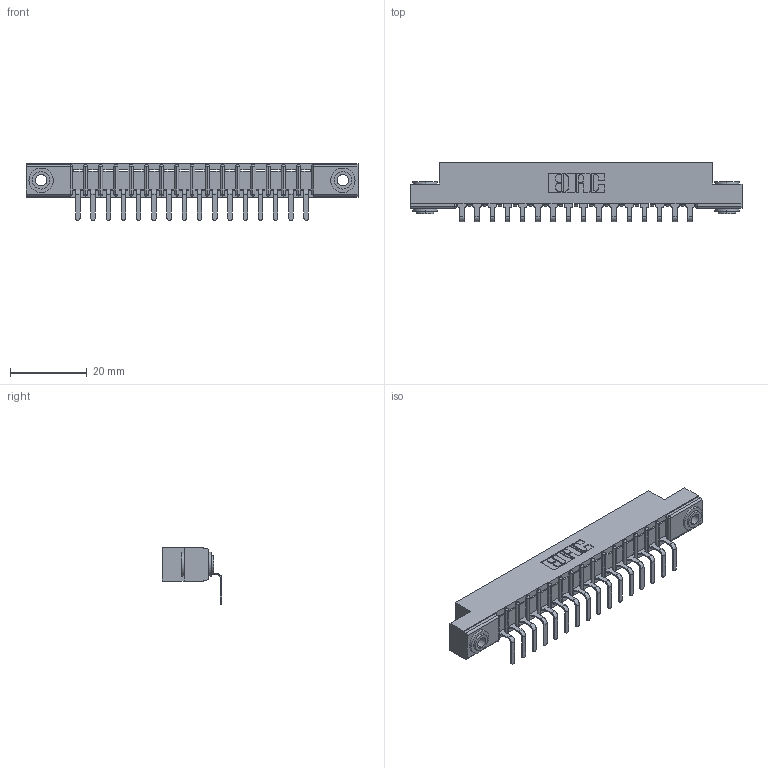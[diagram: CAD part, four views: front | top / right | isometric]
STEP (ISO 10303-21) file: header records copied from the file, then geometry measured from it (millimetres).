
FILE_DESCRIPTION (( 'STEP AP203' ), '1' );
FILE_NAME ('307-016-559-103.STEP', '2019-09-04T15:57:49', ( '' ), ( '' ), 'SwSTEP 2.0', 'SolidWorks 2016', '' );
FILE_SCHEMA (( 'CONFIG_CONTROL_DESIGN' ));
Length unit declared in the file: inch
Products named in the file (4): 307 Part_.156 Dia Mounting Holes; 345-250-002_345-250-002-102; 307-290-001_558 559 - 1 (Single); 307-016-559-103
Assembly tree (19 placements, depth 2):
  307-016-559-103
    307 Part_.156 Dia Mounting Holes
    307-290-001_558 559 - 1 (Single)  x16
    345-250-002_345-250-002-102  x2
Bounding box: 86.41 x 15.46 x 14.81 mm (x, y, z)
Volume: 5491.4 mm3; surface area: 8650.5 mm2
Topology: 19 solids, 19 shells, 1147 faces, 3219 edges, 2074 vertices
Faces by surface type: plane 718, cylinder 387, sphere 34, cone 8
Entity records: 18091 total; most frequent: CARTESIAN_POINT 3017, ORIENTED_EDGE 2994, DIRECTION 2965, EDGE_CURVE 1497, LINE 1129, VECTOR 1129, VERTEX_POINT 970, AXIS2_PLACEMENT_3D 918
